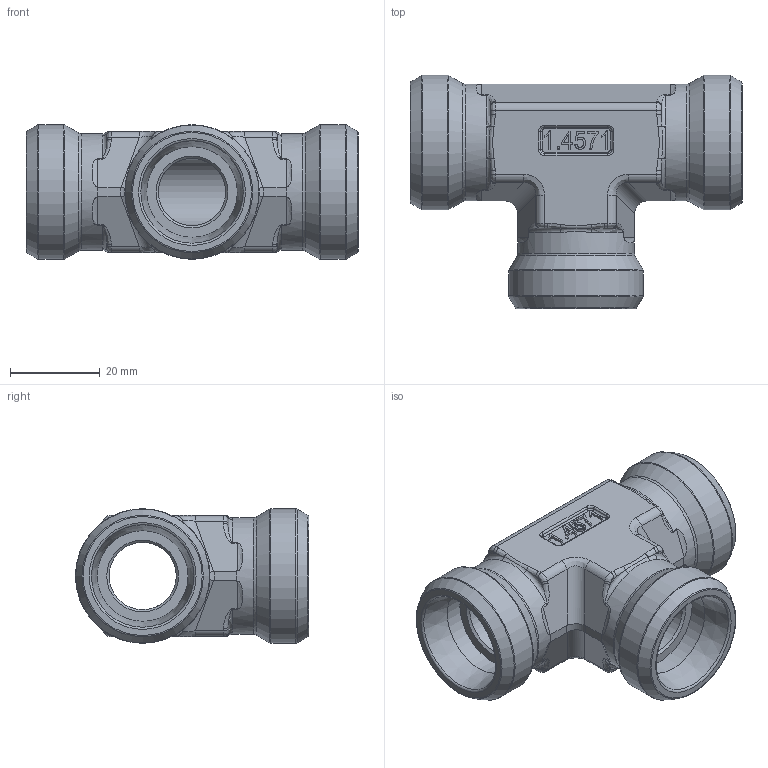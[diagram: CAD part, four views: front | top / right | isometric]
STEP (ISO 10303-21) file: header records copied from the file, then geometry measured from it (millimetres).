
FILE_DESCRIPTION(/* description */ (''),/* implementation_level */ '2;1');
FILE_NAME(/* name */ 'X-TV20.stp',/* time_stamp */ '2025-01-16T13:11:05+01:00',/* author */ (''),/* organization */ (''),/* preprocessor_version */ 'ST-DEVELOPER v16',/* originating_system */ 'SIEMENS PLM Software NX 10.0',/* authorisation */ '');
FILE_SCHEMA (('AP203_CONFIGURATION_CONTROLLED_3D_DESIGN_OF_MECHANICAL_PARTS_AND_ASSEMBLIES_MIM_LF { 1 0 10303 403 2 1 2}'));
Length unit declared in the file: millimetre
Products named in the file (1): nwer41844EE6665q
Bounding box: 74 x 52 x 30 mm (x, y, z)
Volume: 36376.6 mm3; surface area: 14985.6 mm2
Topology: 1 solids, 1 shells, 351 faces, 862 edges, 529 vertices
Faces by surface type: plane 116, cylinder 79, bspline 76, torus 43, cone 24, extrusion 13
Full cylindrical faces by diameter (mm): 15 x2, 20.225 x3, 26 x3, 30 x3
Entity records: 12168 total; most frequent: CARTESIAN_POINT 4720, ORIENTED_EDGE 1624, DIRECTION 1337, EDGE_CURVE 812, AXIS2_PLACEMENT_3D 547, VERTEX_POINT 518, EDGE_LOOP 410, ADVANCED_FACE 351
